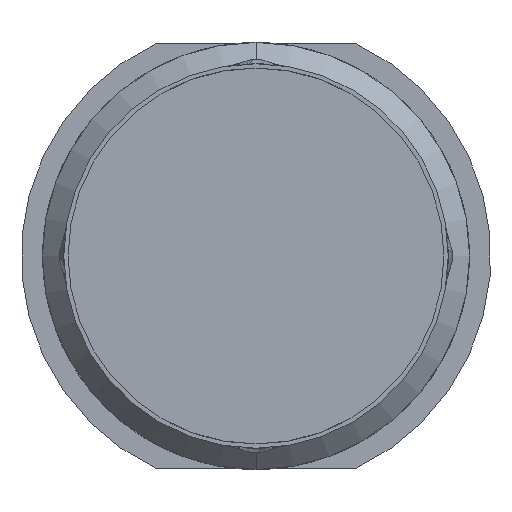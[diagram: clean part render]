
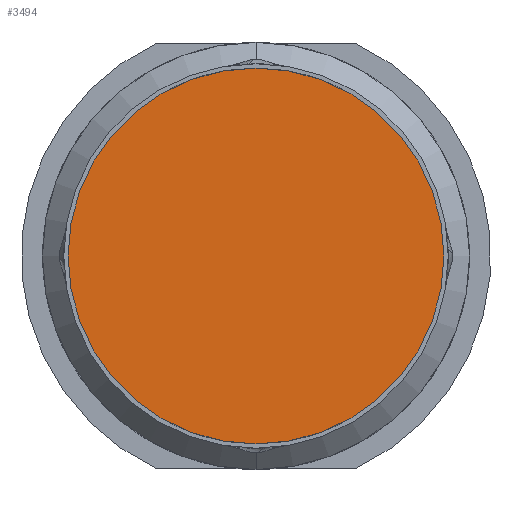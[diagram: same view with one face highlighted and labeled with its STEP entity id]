
A CAD part, front view. The second image highlights one B-rep face of the part: STEP entity #3494.
In plain terms, the highlighted planar face has unit normal (0, -1, 0).
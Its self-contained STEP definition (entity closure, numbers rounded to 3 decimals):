
#229 = VERTEX_POINT ( 'NONE', #575 ) ;
#575 = CARTESIAN_POINT ( 'NONE',  ( -2.2, 0., 0. ) ) ;
#1166 = ORIENTED_EDGE ( 'NONE', *, *, #4470, .T. ) ;
#1351 = DIRECTION ( 'NONE',  ( 0., -1., 0. ) ) ;
#1600 = CARTESIAN_POINT ( 'NONE',  ( 2.2, 0., 0. ) ) ;
#1646 = DIRECTION ( 'NONE',  ( -1., 0., 0. ) ) ;
#2295 = CARTESIAN_POINT ( 'NONE',  ( 0., 0., 1.9 ) ) ;
#2511 = CARTESIAN_POINT ( 'NONE',  ( 0., 0., 0. ) ) ;
#2864 = CIRCLE ( 'NONE', #5198, 2.2 ) ;
#3093 = AXIS2_PLACEMENT_3D ( 'NONE', #2295, #3969, #1646 ) ;
#3333 = CARTESIAN_POINT ( 'NONE',  ( 0., 0., 0. ) ) ;
#3494 = ADVANCED_FACE ( 'Defeature ausgef�hrt2_108', ( #4964 ), #4505, .F. ) ;
#3946 = DIRECTION ( 'NONE',  ( 1., 0., 0. ) ) ;
#3969 = DIRECTION ( 'NONE',  ( 0., 1., 0. ) ) ;
#4028 = EDGE_LOOP ( 'NONE', ( #1166, #5503 ) ) ;
#4346 = EDGE_CURVE ( 'Defeature ausgef�hrt2_108+Defeature ausgef�hrt2_107+Defeature ausgef�hrt2_107+Defeature ausgef�hrt2_107', #229, #4733, #2864, .T. ) ;
#4461 = DIRECTION ( 'NONE',  ( 0., -1., 0. ) ) ;
#4470 = EDGE_CURVE ( 'Defeature ausgef�hrt2_108+Defeature ausgef�hrt2_107+Defeature ausgef�hrt2_107+Defeature ausgef�hrt2_107', #4733, #229, #5841, .T. ) ;
#4505 = PLANE ( 'NONE',  #3093 ) ;
#4733 = VERTEX_POINT ( 'NONE', #1600 ) ;
#4964 = FACE_OUTER_BOUND ( 'NONE', #4028, .T. ) ;
#5198 = AXIS2_PLACEMENT_3D ( 'NONE', #2511, #1351, #5222 ) ;
#5222 = DIRECTION ( 'NONE',  ( 1., 0., 0. ) ) ;
#5471 = AXIS2_PLACEMENT_3D ( 'NONE', #3333, #4461, #3946 ) ;
#5503 = ORIENTED_EDGE ( 'NONE', *, *, #4346, .T. ) ;
#5841 = CIRCLE ( 'NONE', #5471, 2.2 ) ;
